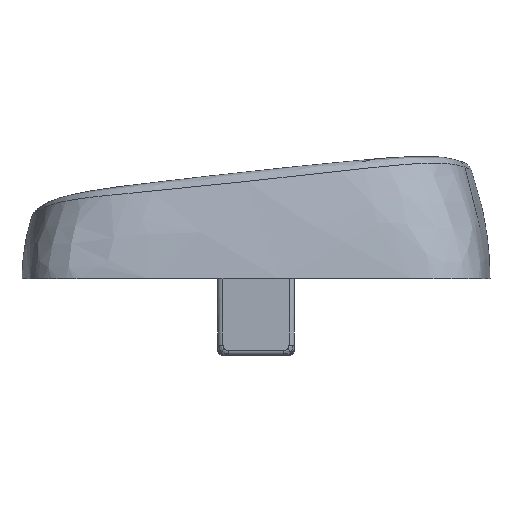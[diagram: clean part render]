
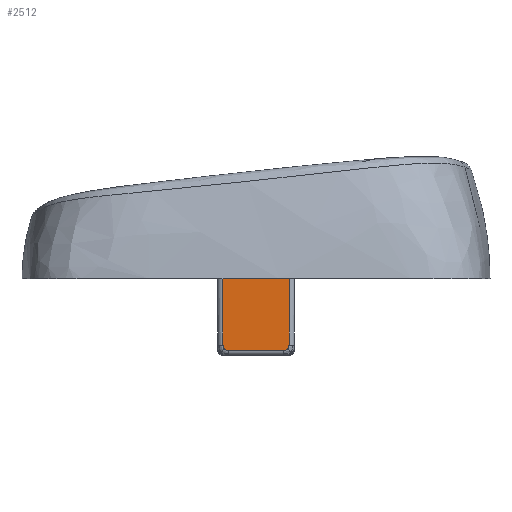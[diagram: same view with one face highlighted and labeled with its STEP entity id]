
A CAD part, left-side view. The second image highlights one B-rep face of the part: STEP entity #2512.
In plain terms, the highlighted planar face has unit normal (-1, 0, -0.009).
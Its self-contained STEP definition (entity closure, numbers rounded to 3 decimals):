
#24=PLANE('',#2761);
#69=LINE('',#7770,#117);
#71=LINE('',#7773,#119);
#73=LINE('',#7776,#121);
#78=LINE('',#7783,#126);
#117=VECTOR('',#3242,10.);
#119=VECTOR('',#3246,10.);
#121=VECTOR('',#3250,10.);
#126=VECTOR('',#3259,10.);
#276=FACE_OUTER_BOUND('',#415,.T.);
#415=EDGE_LOOP('',(#2059,#2060,#2061,#2062,#2063,#2064,#2065,#2066,#2067,
#2068,#2069,#2070));
#466=CIRCLE('',#2574,0.231);
#469=CIRCLE('',#2577,0.231);
#476=CIRCLE('',#2584,0.201);
#479=CIRCLE('',#2587,0.201);
#500=CIRCLE('',#2608,0.231);
#502=CIRCLE('',#2610,0.201);
#505=CIRCLE('',#2613,0.201);
#611=CIRCLE('',#2736,0.231);
#833=VERTEX_POINT('',#4125);
#834=VERTEX_POINT('',#4132);
#836=VERTEX_POINT('',#4178);
#845=VERTEX_POINT('',#4363);
#846=VERTEX_POINT('',#4370);
#848=VERTEX_POINT('',#4416);
#873=VERTEX_POINT('',#4931);
#874=VERTEX_POINT('',#4938);
#877=VERTEX_POINT('',#4985);
#878=VERTEX_POINT('',#4992);
#880=VERTEX_POINT('',#5038);
#992=VERTEX_POINT('',#7511);
#1120=EDGE_CURVE('',#833,#834,#466,.T.);
#1124=EDGE_CURVE('',#836,#833,#469,.T.);
#1136=EDGE_CURVE('',#845,#846,#476,.T.);
#1140=EDGE_CURVE('',#848,#845,#479,.T.);
#1174=EDGE_CURVE('',#873,#874,#500,.T.);
#1178=EDGE_CURVE('',#877,#878,#502,.T.);
#1182=EDGE_CURVE('',#880,#877,#505,.T.);
#1363=EDGE_CURVE('',#992,#873,#611,.T.);
#1390=EDGE_CURVE('',#846,#836,#69,.T.);
#1392=EDGE_CURVE('',#834,#992,#71,.T.);
#1394=EDGE_CURVE('',#878,#848,#73,.T.);
#1399=EDGE_CURVE('',#874,#880,#78,.T.);
#2059=ORIENTED_EDGE('',*,*,#1124,.F.);
#2060=ORIENTED_EDGE('',*,*,#1390,.F.);
#2061=ORIENTED_EDGE('',*,*,#1136,.F.);
#2062=ORIENTED_EDGE('',*,*,#1140,.F.);
#2063=ORIENTED_EDGE('',*,*,#1394,.F.);
#2064=ORIENTED_EDGE('',*,*,#1178,.F.);
#2065=ORIENTED_EDGE('',*,*,#1182,.F.);
#2066=ORIENTED_EDGE('',*,*,#1399,.F.);
#2067=ORIENTED_EDGE('',*,*,#1174,.F.);
#2068=ORIENTED_EDGE('',*,*,#1363,.F.);
#2069=ORIENTED_EDGE('',*,*,#1392,.F.);
#2070=ORIENTED_EDGE('',*,*,#1120,.F.);
#2512=ADVANCED_FACE('',(#276),#24,.T.);
#2574=AXIS2_PLACEMENT_3D('',#4133,#2838,#2839);
#2577=AXIS2_PLACEMENT_3D('',#4180,#2844,#2845);
#2584=AXIS2_PLACEMENT_3D('',#4371,#2858,#2859);
#2587=AXIS2_PLACEMENT_3D('',#4418,#2864,#2865);
#2608=AXIS2_PLACEMENT_3D('',#4939,#2906,#2907);
#2610=AXIS2_PLACEMENT_3D('',#4993,#2910,#2911);
#2613=AXIS2_PLACEMENT_3D('',#5040,#2916,#2917);
#2736=AXIS2_PLACEMENT_3D('',#7513,#3186,#3187);
#2761=AXIS2_PLACEMENT_3D('',#7784,#3260,#3261);
#2838=DIRECTION('center_axis',(1.,0.,0.009));
#2839=DIRECTION('ref_axis',(-0.006,0.71,0.704));
#2844=DIRECTION('center_axis',(1.,0.,0.009));
#2845=DIRECTION('ref_axis',(-0.006,0.71,0.704));
#2858=DIRECTION('center_axis',(1.,0.,0.009));
#2859=DIRECTION('ref_axis',(0.006,0.704,-0.71));
#2864=DIRECTION('center_axis',(1.,0.,0.009));
#2865=DIRECTION('ref_axis',(0.006,0.704,-0.71));
#2906=DIRECTION('center_axis',(1.,0.,0.009));
#2907=DIRECTION('ref_axis',(-0.006,-0.71,0.704));
#2910=DIRECTION('center_axis',(1.,0.,0.009));
#2911=DIRECTION('ref_axis',(0.006,-0.704,-0.71));
#2916=DIRECTION('center_axis',(1.,0.,0.009));
#2917=DIRECTION('ref_axis',(0.006,-0.704,-0.71));
#3186=DIRECTION('center_axis',(1.,0.,0.009));
#3187=DIRECTION('ref_axis',(-0.006,-0.71,0.704));
#3242=DIRECTION('',(-0.009,0.009,1.));
#3246=DIRECTION('',(0.,-1.,0.));
#3250=DIRECTION('',(0.,1.,0.));
#3259=DIRECTION('',(0.009,0.009,-1.));
#3260=DIRECTION('center_axis',(-1.,0.,
-0.009));
#3261=DIRECTION('ref_axis',(0.,1.,0.));
#4125=CARTESIAN_POINT('',(-3.447,1.229,-0.316));
#4132=CARTESIAN_POINT('',(-3.448,1.065,-0.248));
#4133=CARTESIAN_POINT('Origin',(-3.446,1.065,-0.478));
#4178=CARTESIAN_POINT('',(-3.446,1.296,-0.48));
#4180=CARTESIAN_POINT('Origin',(-3.446,1.065,-0.478));
#4363=CARTESIAN_POINT('',(-3.419,1.211,-3.543));
#4370=CARTESIAN_POINT('',(-3.42,1.27,-3.402));
#4371=CARTESIAN_POINT('Origin',(-3.42,1.069,-3.401));
#4416=CARTESIAN_POINT('',(-3.419,1.069,-3.602));
#4418=CARTESIAN_POINT('Origin',(-3.42,1.069,-3.401));
#4931=CARTESIAN_POINT('',(-3.447,-1.229,-0.316));
#4938=CARTESIAN_POINT('',(-3.446,-1.296,-0.48));
#4939=CARTESIAN_POINT('Origin',(-3.446,-1.065,-0.478));
#4985=CARTESIAN_POINT('',(-3.419,-1.211,-3.543));
#4992=CARTESIAN_POINT('',(-3.419,-1.069,-3.602));
#4993=CARTESIAN_POINT('Origin',(-3.42,-1.069,-3.401));
#5038=CARTESIAN_POINT('',(-3.42,-1.27,-3.402));
#5040=CARTESIAN_POINT('Origin',(-3.42,-1.069,-3.401));
#7511=CARTESIAN_POINT('',(-3.448,-1.065,-0.248));
#7513=CARTESIAN_POINT('Origin',(-3.446,-1.065,-0.478));
#7770=CARTESIAN_POINT('',(-3.45,1.3,-0.003));
#7773=CARTESIAN_POINT('',(-3.448,0.75,-0.248));
#7776=CARTESIAN_POINT('',(-3.419,0.75,-3.602));
#7783=CARTESIAN_POINT('',(-3.45,-1.3,-0.011));
#7784=CARTESIAN_POINT('Origin',(-3.45,1.5,0.));
